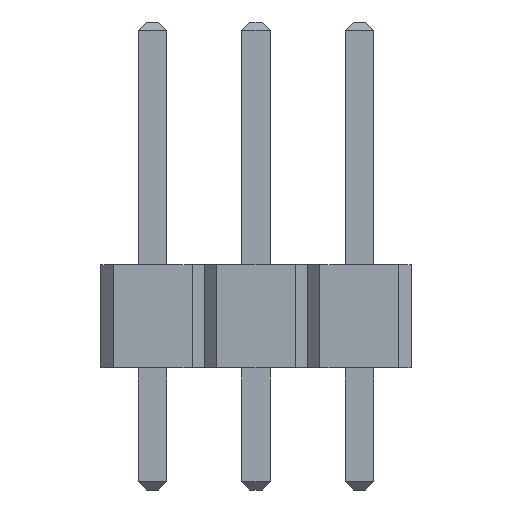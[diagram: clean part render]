
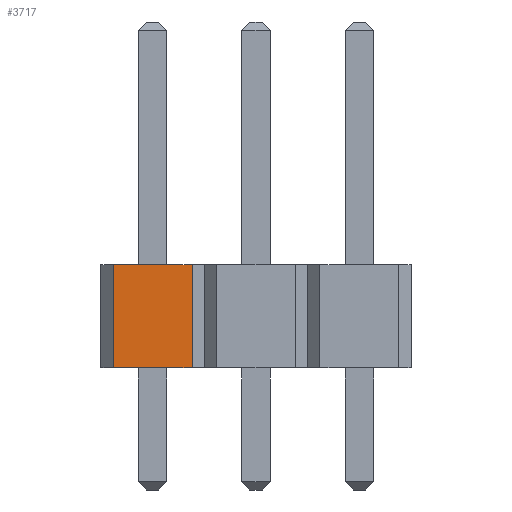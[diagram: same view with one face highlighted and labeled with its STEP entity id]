
A CAD part, front view. The second image highlights one B-rep face of the part: STEP entity #3717.
In plain terms, the highlighted planar face has unit normal (0, -1, 0).
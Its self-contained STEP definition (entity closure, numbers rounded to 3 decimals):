
#3167 = VERTEX_POINT('',#3168);
#3168 = CARTESIAN_POINT('',(-0.97,-16.51,0.));
#3174 = EDGE_CURVE('',#3175,#3167,#3177,.T.);
#3175 = VERTEX_POINT('',#3176);
#3176 = CARTESIAN_POINT('',(0.97,-16.51,0.));
#3177 = LINE('',#3178,#3179);
#3178 = CARTESIAN_POINT('',(1.27,-16.51,0.));
#3179 = VECTOR('',#3180,1.);
#3180 = DIRECTION('',(-1.,0.,0.));
#3389 = VERTEX_POINT('',#3390);
#3390 = CARTESIAN_POINT('',(-0.97,-16.51,2.54));
#3396 = EDGE_CURVE('',#3397,#3389,#3399,.T.);
#3397 = VERTEX_POINT('',#3398);
#3398 = CARTESIAN_POINT('',(0.97,-16.51,2.54));
#3399 = LINE('',#3400,#3401);
#3400 = CARTESIAN_POINT('',(1.27,-16.51,2.54));
#3401 = VECTOR('',#3402,1.);
#3402 = DIRECTION('',(-1.,0.,0.));
#3707 = EDGE_CURVE('',#3175,#3397,#3708,.T.);
#3708 = LINE('',#3709,#3710);
#3709 = CARTESIAN_POINT('',(0.97,-16.51,0.));
#3710 = VECTOR('',#3711,1.);
#3711 = DIRECTION('',(0.,0.,1.));
#3717 = ADVANCED_FACE('',(#3718),#3729,.T.);
#3718 = FACE_BOUND('',#3719,.T.);
#3719 = EDGE_LOOP('',(#3720,#3721,#3722,#3723));
#3720 = ORIENTED_EDGE('',*,*,#3174,.F.);
#3721 = ORIENTED_EDGE('',*,*,#3707,.T.);
#3722 = ORIENTED_EDGE('',*,*,#3396,.T.);
#3723 = ORIENTED_EDGE('',*,*,#3724,.F.);
#3724 = EDGE_CURVE('',#3167,#3389,#3725,.T.);
#3725 = LINE('',#3726,#3727);
#3726 = CARTESIAN_POINT('',(-0.97,-16.51,0.));
#3727 = VECTOR('',#3728,1.);
#3728 = DIRECTION('',(0.,0.,1.));
#3729 = PLANE('',#3730);
#3730 = AXIS2_PLACEMENT_3D('',#3731,#3732,#3733);
#3731 = CARTESIAN_POINT('',(1.27,-16.51,0.));
#3732 = DIRECTION('',(0.,-1.,0.));
#3733 = DIRECTION('',(-1.,0.,0.));
